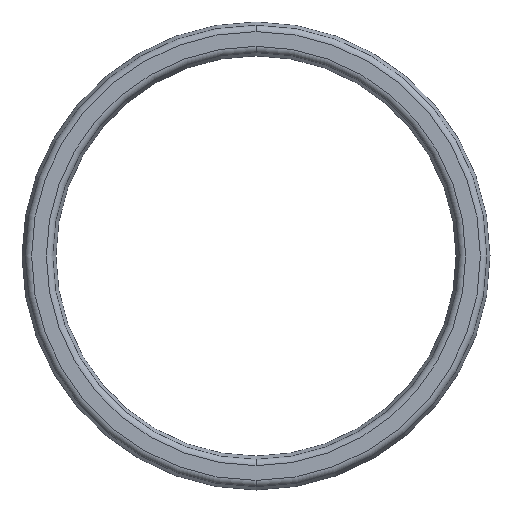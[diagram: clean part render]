
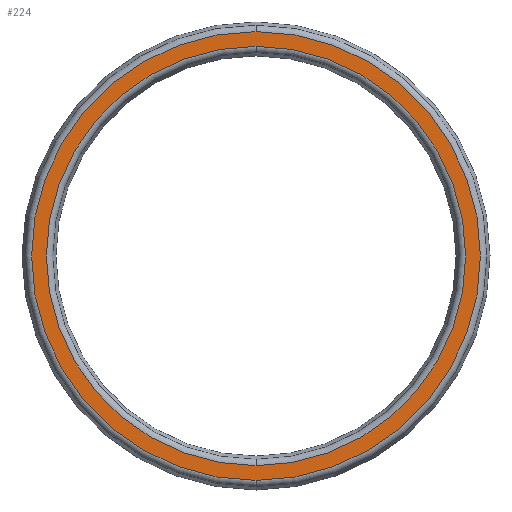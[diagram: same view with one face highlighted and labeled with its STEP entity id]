
A CAD part, front view. The second image highlights one B-rep face of the part: STEP entity #224.
In plain terms, the highlighted planar face has unit normal (0, -1, 0).
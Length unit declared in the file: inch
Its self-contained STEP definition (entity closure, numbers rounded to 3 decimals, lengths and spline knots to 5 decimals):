
#29 = DIRECTION ( 'NONE',  ( 0., -1., 0. ) ) ;
#34 = EDGE_LOOP ( 'NONE', ( #156, #524 ) ) ;
#35 = CARTESIAN_POINT ( 'NONE',  ( 2., -0.25, 2.06801 ) ) ;
#66 = CARTESIAN_POINT ( 'NONE',  ( 2., -0.25, 0. ) ) ;
#84 = AXIS2_PLACEMENT_3D ( 'NONE', #592, #337, #537 ) ;
#92 = CARTESIAN_POINT ( 'NONE',  ( 2., -0.25, 0. ) ) ;
#109 = AXIS2_PLACEMENT_3D ( 'NONE', #639, #29, #126 ) ;
#113 = CIRCLE ( 'NONE', #366, 2.06801 ) ;
#126 = DIRECTION ( 'NONE',  ( 0., 0., -1. ) ) ;
#156 = ORIENTED_EDGE ( 'NONE', *, *, #543, .T. ) ;
#201 = EDGE_CURVE ( 'NONE', #401, #273, #328, .T. ) ;
#216 = DIRECTION ( 'NONE',  ( 0., -1., 0. ) ) ;
#224 = ADVANCED_FACE ( 'NONE', ( #239, #531 ), #541, .T. ) ;
#233 = CIRCLE ( 'NONE', #320, 1.93199 ) ;
#235 = AXIS2_PLACEMENT_3D ( 'NONE', #92, #598, #658 ) ;
#239 = FACE_OUTER_BOUND ( 'NONE', #34, .T. ) ;
#244 = ORIENTED_EDGE ( 'NONE', *, *, #626, .T. ) ;
#273 = VERTEX_POINT ( 'NONE', #391 ) ;
#320 = AXIS2_PLACEMENT_3D ( 'NONE', #467, #612, #514 ) ;
#328 = CIRCLE ( 'NONE', #109, 2.06801 ) ;
#337 = DIRECTION ( 'NONE',  ( 0., -1., 0. ) ) ;
#358 = CARTESIAN_POINT ( 'NONE',  ( 2., -0.25, 1.93199 ) ) ;
#365 = ORIENTED_EDGE ( 'NONE', *, *, #515, .T. ) ;
#366 = AXIS2_PLACEMENT_3D ( 'NONE', #66, #216, #375 ) ;
#367 = CIRCLE ( 'NONE', #235, 1.93199 ) ;
#375 = DIRECTION ( 'NONE',  ( 0., 0., -1. ) ) ;
#377 = VERTEX_POINT ( 'NONE', #602 ) ;
#391 = CARTESIAN_POINT ( 'NONE',  ( 2., -0.25, -2.06801 ) ) ;
#401 = VERTEX_POINT ( 'NONE', #35 ) ;
#428 = EDGE_LOOP ( 'NONE', ( #244, #365 ) ) ;
#467 = CARTESIAN_POINT ( 'NONE',  ( 2., -0.25, 0. ) ) ;
#514 = DIRECTION ( 'NONE',  ( 0., 0., -1. ) ) ;
#515 = EDGE_CURVE ( 'NONE', #570, #377, #233, .T. ) ;
#524 = ORIENTED_EDGE ( 'NONE', *, *, #201, .T. ) ;
#531 = FACE_BOUND ( 'NONE', #428, .T. ) ;
#537 = DIRECTION ( 'NONE',  ( 0., 0., -1. ) ) ;
#541 = PLANE ( 'NONE',  #84 ) ;
#543 = EDGE_CURVE ( 'NONE', #273, #401, #113, .T. ) ;
#570 = VERTEX_POINT ( 'NONE', #358 ) ;
#592 = CARTESIAN_POINT ( 'NONE',  ( -0.10938, -0.25, 0. ) ) ;
#598 = DIRECTION ( 'NONE',  ( 0., 1., 0. ) ) ;
#602 = CARTESIAN_POINT ( 'NONE',  ( 2., -0.25, -1.93199 ) ) ;
#612 = DIRECTION ( 'NONE',  ( 0., 1., 0. ) ) ;
#626 = EDGE_CURVE ( 'NONE', #377, #570, #367, .T. ) ;
#639 = CARTESIAN_POINT ( 'NONE',  ( 2., -0.25, 0. ) ) ;
#658 = DIRECTION ( 'NONE',  ( 0., 0., -1. ) ) ;
